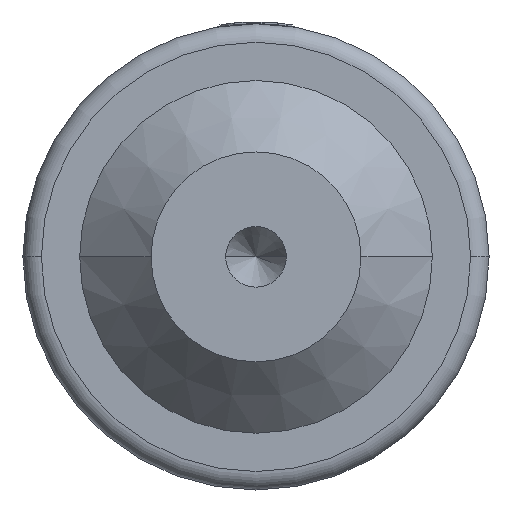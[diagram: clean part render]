
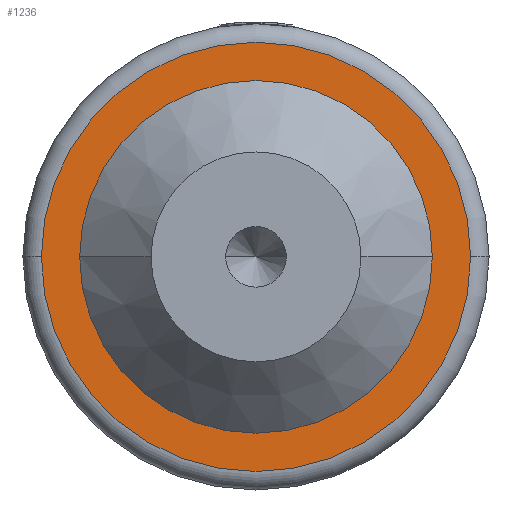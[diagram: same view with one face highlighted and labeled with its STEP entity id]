
A CAD part, front view. The second image highlights one B-rep face of the part: STEP entity #1236.
In plain terms, the highlighted planar face has unit normal (0, -1, 0).
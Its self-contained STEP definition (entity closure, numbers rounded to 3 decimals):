
#1=CARTESIAN_POINT('',(0.,-0.004,0.));
#2=DIRECTION('',(0.,1.,0.));
#3=DIRECTION('',(-1.,0.,0.));
#4=AXIS2_PLACEMENT_3D('',#1,#2,#3);
#14=CARTESIAN_POINT('',(0.,-0.004,0.));
#15=DIRECTION('',(0.,-1.,0.));
#16=DIRECTION('',(-1.,0.,0.));
#17=AXIS2_PLACEMENT_3D('',#14,#15,#16);
#65=CARTESIAN_POINT('',(0.,-0.004,0.));
#66=DIRECTION('',(0.,1.,0.));
#67=DIRECTION('',(-1.,0.,0.));
#68=AXIS2_PLACEMENT_3D('',#65,#66,#67);
#70=CARTESIAN_POINT('',(0.,-0.004,0.));
#71=DIRECTION('',(0.,-1.,0.));
#72=DIRECTION('',(-1.,0.,0.));
#73=AXIS2_PLACEMENT_3D('',#70,#71,#72);
#953=CARTESIAN_POINT('',(-0.994,-0.004,0.));
#955=VERTEX_POINT('',#953);
#979=CARTESIAN_POINT('',(-1.21,-0.004,0.));
#980=VERTEX_POINT('',#979);
#981=CARTESIAN_POINT('',(0.994,-0.004,0.));
#983=VERTEX_POINT('',#981);
#1005=CARTESIAN_POINT('',(1.21,-0.004,0.));
#1006=VERTEX_POINT('',#1005);
#1221=CARTESIAN_POINT('',(0.,-0.004,0.));
#1222=DIRECTION('',(0.,1.,0.));
#1223=DIRECTION('',(1.,0.,0.));
#1224=AXIS2_PLACEMENT_3D('',#1221,#1222,#1223);
#1225=PLANE('',#1224);
#1227=ORIENTED_EDGE('',*,*,#1226,.T.);
#1229=ORIENTED_EDGE('',*,*,#1228,.F.);
#1230=EDGE_LOOP('',(#1227,#1229));
#1231=FACE_OUTER_BOUND('',#1230,.F.);
#1232=ORIENTED_EDGE('',*,*,#1148,.T.);
#1233=ORIENTED_EDGE('',*,*,#1130,.F.);
#1234=EDGE_LOOP('',(#1232,#1233));
#1235=FACE_BOUND('',#1234,.F.);
#1236=ADVANCED_FACE('',(#1231,#1235),#1225,.F.);
#5=CIRCLE('',#4,0.994);
#18=CIRCLE('',#17,0.994);
#69=CIRCLE('',#68,1.21);
#74=CIRCLE('',#73,1.21);
#1130=EDGE_CURVE('',#955,#983,#5,.T.);
#1148=EDGE_CURVE('',#955,#983,#18,.T.);
#1226=EDGE_CURVE('',#980,#1006,#69,.T.);
#1228=EDGE_CURVE('',#980,#1006,#74,.T.);
